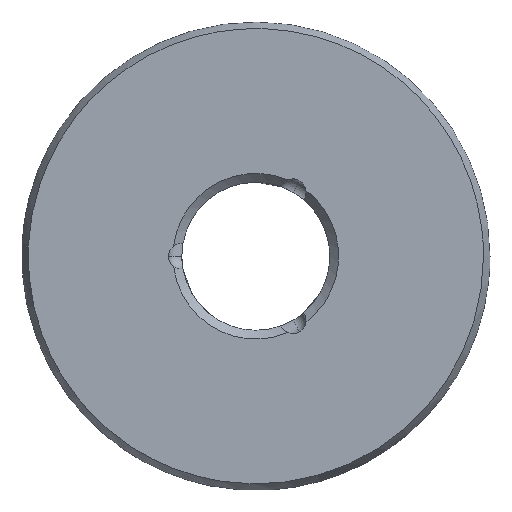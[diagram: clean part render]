
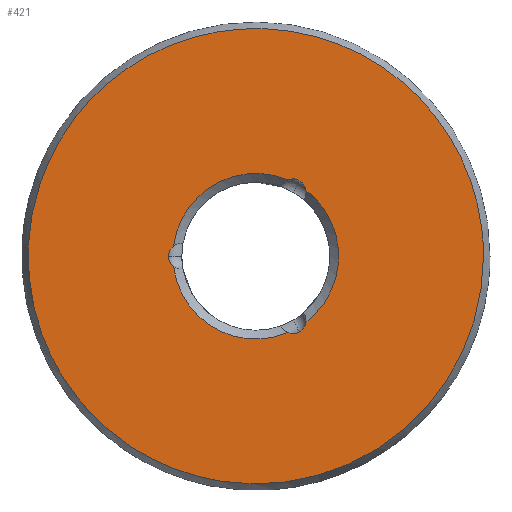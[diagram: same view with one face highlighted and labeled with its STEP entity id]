
A CAD part, top view. The second image highlights one B-rep face of the part: STEP entity #421.
In plain terms, the highlighted planar face has unit normal (0, 0, 1).
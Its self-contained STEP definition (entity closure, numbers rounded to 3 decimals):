
#15=PLANE('',#486);
#28=FACE_BOUND('',#112,.T.);
#52=B_SPLINE_CURVE_WITH_KNOTS('',3,(#1129,#1130,#1131,#1132,#1133,#1134,
#1135,#1136,#1137,#1138,#1139,#1140,#1141,#1142,#1143,#1144,#1145,#1146),
 .UNSPECIFIED.,.T.,.F.,(4,1,1,1,1,1,1,1,1,1,1,1,1,1,1,4),(-1.32,
-0.067,1.185,2.855,3.689,4.524,
5.359,6.194,7.864,8.698,9.533,
11.203,12.455,13.707,14.96,16.212),
 .UNSPECIFIED.);
#83=FACE_OUTER_BOUND('',#111,.T.);
#111=EDGE_LOOP('',(#378));
#112=EDGE_LOOP('',(#379,#380,#381,#382,#383,#384));
#133=CIRCLE('',#461,1.5);
#134=CIRCLE('',#464,9.4);
#138=CIRCLE('',#472,1.5);
#139=CIRCLE('',#474,9.4);
#143=CIRCLE('',#483,1.5);
#145=CIRCLE('',#487,9.4);
#194=VERTEX_POINT('',#826);
#195=VERTEX_POINT('',#833);
#196=VERTEX_POINT('',#843);
#199=VERTEX_POINT('',#916);
#200=VERTEX_POINT('',#923);
#203=VERTEX_POINT('',#999);
#204=VERTEX_POINT('',#1080);
#242=EDGE_CURVE('',#195,#194,#133,.T.);
#244=EDGE_CURVE('',#195,#196,#134,.T.);
#252=EDGE_CURVE('',#200,#199,#138,.T.);
#254=EDGE_CURVE('',#200,#194,#139,.T.);
#260=EDGE_CURVE('',#203,#196,#143,.T.);
#264=EDGE_CURVE('',#204,#204,#52,.T.);
#268=EDGE_CURVE('',#203,#199,#145,.T.);
#378=ORIENTED_EDGE('',*,*,#264,.F.);
#379=ORIENTED_EDGE('',*,*,#242,.T.);
#380=ORIENTED_EDGE('',*,*,#254,.F.);
#381=ORIENTED_EDGE('',*,*,#252,.T.);
#382=ORIENTED_EDGE('',*,*,#268,.F.);
#383=ORIENTED_EDGE('',*,*,#260,.T.);
#384=ORIENTED_EDGE('',*,*,#244,.F.);
#421=ADVANCED_FACE('',(#83,#28),#15,.T.);
#461=AXIS2_PLACEMENT_3D('',#834,#546,#547);
#464=AXIS2_PLACEMENT_3D('',#844,#552,#553);
#472=AXIS2_PLACEMENT_3D('',#924,#568,#569);
#474=AXIS2_PLACEMENT_3D('',#932,#572,#573);
#483=AXIS2_PLACEMENT_3D('',#1000,#590,#591);
#486=AXIS2_PLACEMENT_3D('',#1252,#597,#598);
#487=AXIS2_PLACEMENT_3D('',#1253,#599,#600);
#546=DIRECTION('center_axis',(0.,0.,-1.));
#547=DIRECTION('ref_axis',(0.5,0.866,0.));
#552=DIRECTION('center_axis',(0.,0.,1.));
#553=DIRECTION('ref_axis',(-1.,0.,0.));
#568=DIRECTION('center_axis',(0.,0.,-1.));
#569=DIRECTION('ref_axis',(0.5,-0.866,0.));
#572=DIRECTION('center_axis',(0.,0.,1.));
#573=DIRECTION('ref_axis',(-1.,0.,0.));
#590=DIRECTION('center_axis',(0.,0.,-1.));
#591=DIRECTION('ref_axis',(-1.,0.,0.));
#597=DIRECTION('center_axis',(0.,0.,1.));
#598=DIRECTION('ref_axis',(1.,0.,0.));
#599=DIRECTION('center_axis',(0.,0.,1.));
#600=DIRECTION('ref_axis',(-1.,0.,0.));
#826=CARTESIAN_POINT('',(5.685,7.486,8.));
#833=CARTESIAN_POINT('',(3.641,8.666,8.));
#834=CARTESIAN_POINT('Origin',(4.2,7.275,8.));
#843=CARTESIAN_POINT('',(-9.326,1.18,8.));
#844=CARTESIAN_POINT('Origin',(0.,0.,8.));
#916=CARTESIAN_POINT('',(3.641,-8.666,8.));
#923=CARTESIAN_POINT('',(5.685,-7.486,8.));
#924=CARTESIAN_POINT('Origin',(4.2,-7.275,8.));
#932=CARTESIAN_POINT('Origin',(0.,0.,8.));
#999=CARTESIAN_POINT('',(-9.326,-1.18,8.));
#1000=CARTESIAN_POINT('Origin',(-8.4,0.,8.));
#1080=CARTESIAN_POINT('',(25.819,0.,8.));
#1129=CARTESIAN_POINT('Ctrl Pts',(25.819,0.,
8.));
#1130=CARTESIAN_POINT('Ctrl Pts',(25.819,-3.869,8.));
#1131=CARTESIAN_POINT('Ctrl Pts',(24.045,-11.606,8.));
#1132=CARTESIAN_POINT('Ctrl Pts',(15.808,-21.935,8.));
#1133=CARTESIAN_POINT('Ctrl Pts',(4.542,-26.351,8.));
#1134=CARTESIAN_POINT('Ctrl Pts',(-5.853,-25.538,8.));
#1135=CARTESIAN_POINT('Ctrl Pts',(-13.122,-22.69,8.));
#1136=CARTESIAN_POINT('Ctrl Pts',(-19.217,-17.81,8.));
#1137=CARTESIAN_POINT('Ctrl Pts',(-25.101,-9.209,8.));
#1138=CARTESIAN_POINT('Ctrl Pts',(-26.702,1.432,8.));
#1139=CARTESIAN_POINT('Ctrl Pts',(-23.596,11.378,8.));
#1140=CARTESIAN_POINT('Ctrl Pts',(-17.75,20.,8.));
#1141=CARTESIAN_POINT('Ctrl Pts',(-7.26,26.047,8.));
#1142=CARTESIAN_POINT('Ctrl Pts',(5.953,26.024,8.));
#1143=CARTESIAN_POINT('Ctrl Pts',(16.651,20.877,8.));
#1144=CARTESIAN_POINT('Ctrl Pts',(24.06,11.575,8.));
#1145=CARTESIAN_POINT('Ctrl Pts',(25.819,3.869,8.));
#1146=CARTESIAN_POINT('Ctrl Pts',(25.819,0.,
8.));
#1252=CARTESIAN_POINT('Origin',(0.,0.,8.));
#1253=CARTESIAN_POINT('Origin',(0.,0.,8.));
